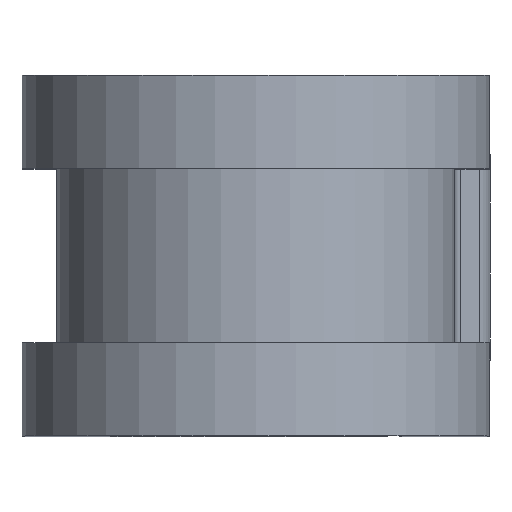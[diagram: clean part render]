
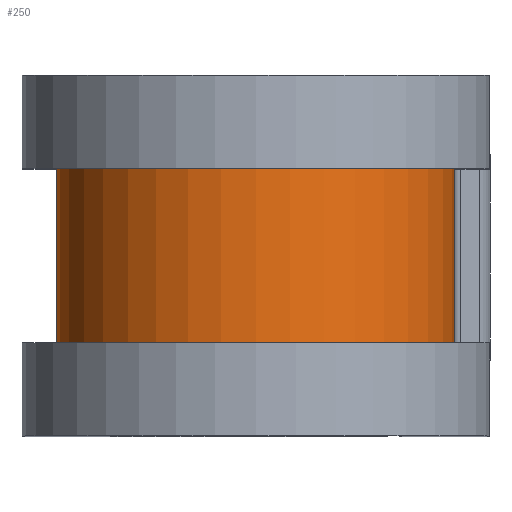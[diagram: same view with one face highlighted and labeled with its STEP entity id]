
A CAD part, top view. The second image highlights one B-rep face of the part: STEP entity #250.
In plain terms, the highlighted cylindrical face has radius 8.687 mm (diameter 17.374 mm), a partial arc.
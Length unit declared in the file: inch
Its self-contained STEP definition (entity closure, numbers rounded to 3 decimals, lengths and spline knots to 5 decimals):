
#106 = AXIS2_PLACEMENT_3D ( 'NONE', #859, #855, #762 ) ;
#166 = EDGE_CURVE ( 'NONE', #1821, #1001, #1110, .T. ) ;
#250 = ADVANCED_FACE ( 'NONE', ( #2043 ), #781, .T. ) ;
#270 = DIRECTION ( 'NONE',  ( 0., -1., 0. ) ) ;
#325 = CARTESIAN_POINT ( 'NONE',  ( 0.342, 0.15, 0.5 ) ) ;
#383 = AXIS2_PLACEMENT_3D ( 'NONE', #1160, #1514, #1187 ) ;
#407 = LINE ( 'NONE', #1849, #1248 ) ;
#609 = ORIENTED_EDGE ( 'NONE', *, *, #166, .F. ) ;
#637 = ORIENTED_EDGE ( 'NONE', *, *, #1543, .T. ) ;
#646 = AXIS2_PLACEMENT_3D ( 'NONE', #1286, #270, #1448 ) ;
#691 = ORIENTED_EDGE ( 'NONE', *, *, #1693, .T. ) ;
#749 = ORIENTED_EDGE ( 'NONE', *, *, #933, .F. ) ;
#762 = DIRECTION ( 'NONE',  ( 0., 0., -1. ) ) ;
#781 = CYLINDRICAL_SURFACE ( 'NONE', #383, 0.342 ) ;
#851 = CARTESIAN_POINT ( 'NONE',  ( -0.342, 0.15, 0.5 ) ) ;
#855 = DIRECTION ( 'NONE',  ( 0., -1., 0. ) ) ;
#859 = CARTESIAN_POINT ( 'NONE',  ( 0., -0.15, 0.5 ) ) ;
#933 = EDGE_CURVE ( 'NONE', #1103, #1821, #1934, .T. ) ;
#1001 = VERTEX_POINT ( 'NONE', #1952 ) ;
#1020 = CARTESIAN_POINT ( 'NONE',  ( 0.342, -0.15, 0.5 ) ) ;
#1039 = VERTEX_POINT ( 'NONE', #851 ) ;
#1094 = VECTOR ( 'NONE', #1544, 39.37008 ) ;
#1103 = VERTEX_POINT ( 'NONE', #325 ) ;
#1110 = CIRCLE ( 'NONE', #106, 0.342 ) ;
#1142 = EDGE_LOOP ( 'NONE', ( #749, #691, #637, #609 ) ) ;
#1160 = CARTESIAN_POINT ( 'NONE',  ( 0., 0.25, 0.5 ) ) ;
#1187 = DIRECTION ( 'NONE',  ( 0., 0., -1. ) ) ;
#1248 = VECTOR ( 'NONE', #2001, 39.37008 ) ;
#1268 = CIRCLE ( 'NONE', #646, 0.342 ) ;
#1286 = CARTESIAN_POINT ( 'NONE',  ( 0., 0.15, 0.5 ) ) ;
#1377 = CARTESIAN_POINT ( 'NONE',  ( 0.342, 0.25, 0.5 ) ) ;
#1448 = DIRECTION ( 'NONE',  ( 0., 0., -1. ) ) ;
#1514 = DIRECTION ( 'NONE',  ( 0., -1., 0. ) ) ;
#1543 = EDGE_CURVE ( 'NONE', #1039, #1001, #407, .T. ) ;
#1544 = DIRECTION ( 'NONE',  ( 0., -1., 0. ) ) ;
#1693 = EDGE_CURVE ( 'NONE', #1103, #1039, #1268, .T. ) ;
#1821 = VERTEX_POINT ( 'NONE', #1020 ) ;
#1849 = CARTESIAN_POINT ( 'NONE',  ( -0.342, 0.25, 0.5 ) ) ;
#1934 = LINE ( 'NONE', #1377, #1094 ) ;
#1952 = CARTESIAN_POINT ( 'NONE',  ( -0.342, -0.15, 0.5 ) ) ;
#2001 = DIRECTION ( 'NONE',  ( 0., -1., 0. ) ) ;
#2043 = FACE_OUTER_BOUND ( 'NONE', #1142, .T. ) ;
